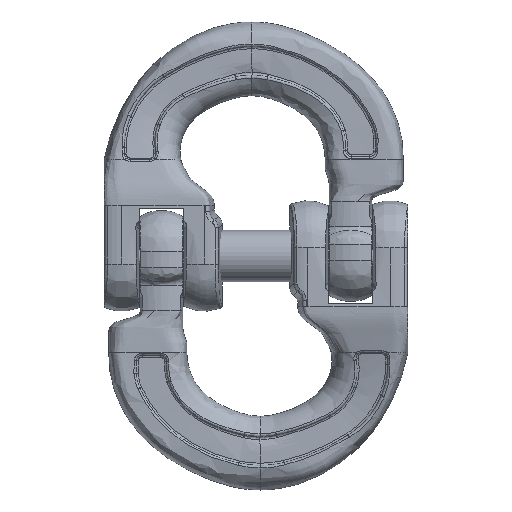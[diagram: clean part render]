
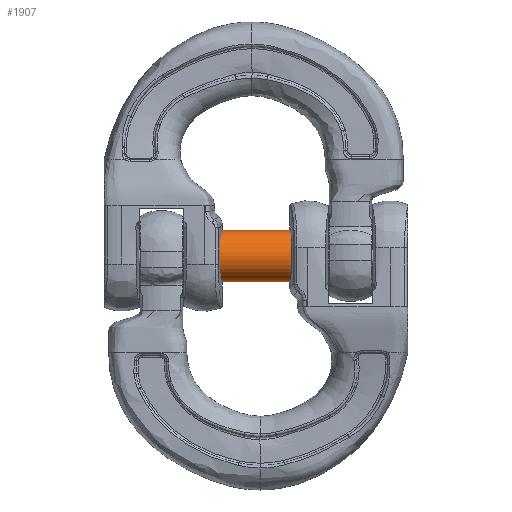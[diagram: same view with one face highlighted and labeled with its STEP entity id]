
A CAD part, top view. The second image highlights one B-rep face of the part: STEP entity #1907.
In plain terms, the highlighted cylindrical face has radius 12.5 mm (diameter 25 mm), a full revolution.
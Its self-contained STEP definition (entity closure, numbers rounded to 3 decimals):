
#1907=ADVANCED_FACE('',(#2497,#2498),#2366,.T.);
#2366=CYLINDRICAL_SURFACE('',#7329,12.5);
#2497=FACE_BOUND('',#2535,.T.);
#2498=FACE_BOUND('',#2536,.T.);
#2535=EDGE_LOOP('',(#3013));
#2536=EDGE_LOOP('',(#3014));
#3013=ORIENTED_EDGE('',*,*,#5927,.T.);
#3014=ORIENTED_EDGE('',*,*,#5928,.F.);
#5253=VERTEX_POINT('',#9051);
#5254=VERTEX_POINT('',#9053);
#5927=EDGE_CURVE('',#5253,#5253,#7047,.T.);
#5928=EDGE_CURVE('',#5254,#5254,#7048,.T.);
#7047=CIRCLE('',#7327,12.5);
#7048=CIRCLE('',#7328,12.5);
#7327=AXIS2_PLACEMENT_3D('',#9050,#7834,#7835);
#7328=AXIS2_PLACEMENT_3D('',#9052,#7836,#7837);
#7329=AXIS2_PLACEMENT_3D('',#9054,#7838,#7839);
#7834=DIRECTION('',(1.,0.,0.));
#7835=DIRECTION('',(0.,0.,1.));
#7836=DIRECTION('',(1.,0.,0.));
#7837=DIRECTION('',(0.,0.,1.));
#7838=DIRECTION('',(1.,0.,0.));
#7839=DIRECTION('',(0.,0.,-1.));
#9050=CARTESIAN_POINT('',(-21.,114.3,0.));
#9051=CARTESIAN_POINT('',(-21.,114.3,12.5));
#9052=CARTESIAN_POINT('',(15.2,114.3,0.));
#9053=CARTESIAN_POINT('',(15.2,114.3,12.5));
#9054=CARTESIAN_POINT('',(-21.,114.3,0.));
